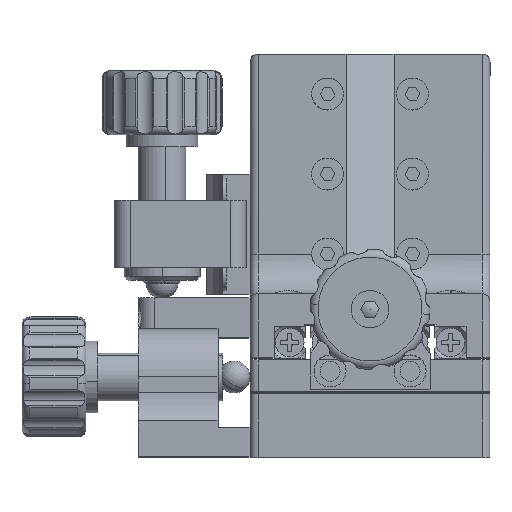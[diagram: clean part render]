
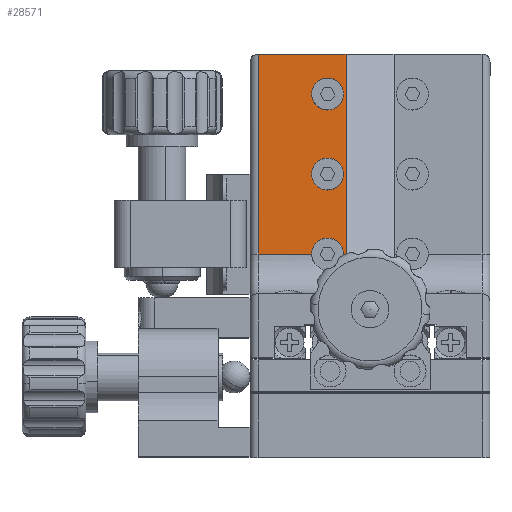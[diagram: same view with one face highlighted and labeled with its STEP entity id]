
A CAD part, top view. The second image highlights one B-rep face of the part: STEP entity #28571.
In plain terms, the highlighted planar face has unit normal (0, 0, 1).
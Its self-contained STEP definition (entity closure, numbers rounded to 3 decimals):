
#293 = CARTESIAN_POINT ( 'NONE',  ( -3.3, 27.5, -15. ) ) ;
#1660 = CARTESIAN_POINT ( 'NONE',  ( -7.3, 37.5, -15. ) ) ;
#2838 = AXIS2_PLACEMENT_3D ( 'NONE', #21015, #24727, #40842 ) ;
#3078 = CARTESIAN_POINT ( 'NONE',  ( -3.3, 17.5, -15. ) ) ;
#3149 = VERTEX_POINT ( 'NONE', #10235 ) ;
#3242 = DIRECTION ( 'NONE',  ( 0., 0., 1. ) ) ;
#3346 = LINE ( 'NONE', #27717, #50838 ) ;
#3765 = DIRECTION ( 'NONE',  ( 1., 0., 0. ) ) ;
#4166 = DIRECTION ( 'NONE',  ( 0., 0., 1. ) ) ;
#4458 = VERTEX_POINT ( 'NONE', #3078 ) ;
#5318 = CARTESIAN_POINT ( 'NONE',  ( -5.3, 27.5, -15. ) ) ;
#6019 = DIRECTION ( 'NONE',  ( -1., 0., 0. ) ) ;
#6050 = EDGE_LOOP ( 'NONE', ( #24904, #47615 ) ) ;
#7572 = DIRECTION ( 'NONE',  ( 0., -1., 0. ) ) ;
#8273 = EDGE_CURVE ( 'NONE', #29076, #41066, #49291, .T. ) ;
#8413 = DIRECTION ( 'NONE',  ( 1., 0., 0. ) ) ;
#9286 = CARTESIAN_POINT ( 'NONE',  ( -3., 42.5, -15. ) ) ;
#9611 = CIRCLE ( 'NONE', #19789, 2. ) ;
#9729 = LINE ( 'NONE', #26128, #21207 ) ;
#10016 = CARTESIAN_POINT ( 'NONE',  ( -3., 42.5, -15. ) ) ;
#10235 = CARTESIAN_POINT ( 'NONE',  ( -7.3, 27.5, -15. ) ) ;
#12201 = ORIENTED_EDGE ( 'NONE', *, *, #47596, .T. ) ;
#12809 = ORIENTED_EDGE ( 'NONE', *, *, #20423, .F. ) ;
#13168 = DIRECTION ( 'NONE',  ( 0., 0., 1. ) ) ;
#13196 = AXIS2_PLACEMENT_3D ( 'NONE', #51926, #3242, #3765 ) ;
#13336 = CARTESIAN_POINT ( 'NONE',  ( -5.3, 37.5, -15. ) ) ;
#13571 = CARTESIAN_POINT ( 'NONE',  ( -3., 42.5, -15. ) ) ;
#13678 = EDGE_CURVE ( 'NONE', #41066, #4458, #30379, .T. ) ;
#13723 = DIRECTION ( 'NONE',  ( -1., 0., 0. ) ) ;
#13991 = CARTESIAN_POINT ( 'NONE',  ( -3., 17.5, -15. ) ) ;
#14017 = CIRCLE ( 'NONE', #13196, 2. ) ;
#16827 = ORIENTED_EDGE ( 'NONE', *, *, #13678, .F. ) ;
#17945 = CARTESIAN_POINT ( 'NONE',  ( -7.3, 17.5, -15. ) ) ;
#18185 = VECTOR ( 'NONE', #45567, 1000. ) ;
#19789 = AXIS2_PLACEMENT_3D ( 'NONE', #13336, #22070, #42152 ) ;
#20273 = EDGE_CURVE ( 'NONE', #22290, #26639, #46472, .T. ) ;
#20423 = EDGE_CURVE ( 'NONE', #24785, #45353, #9729, .T. ) ;
#21015 = CARTESIAN_POINT ( 'NONE',  ( -3., 42.5, -15. ) ) ;
#21207 = VECTOR ( 'NONE', #33791, 1000. ) ;
#21278 = PLANE ( 'NONE',  #2838 ) ;
#21496 = DIRECTION ( 'NONE',  ( 1., 0., 0. ) ) ;
#22070 = DIRECTION ( 'NONE',  ( 0., 0., 1. ) ) ;
#22290 = VERTEX_POINT ( 'NONE', #45881 ) ;
#23621 = CIRCLE ( 'NONE', #48914, 2. ) ;
#23711 = AXIS2_PLACEMENT_3D ( 'NONE', #43875, #4166, #8413 ) ;
#24375 = ORIENTED_EDGE ( 'NONE', *, *, #25135, .T. ) ;
#24727 = DIRECTION ( 'NONE',  ( 0., 0., -1. ) ) ;
#24785 = VERTEX_POINT ( 'NONE', #17945 ) ;
#24904 = ORIENTED_EDGE ( 'NONE', *, *, #41270, .F. ) ;
#25134 = VECTOR ( 'NONE', #6019, 1000. ) ;
#25135 = EDGE_CURVE ( 'NONE', #46583, #45353, #3346, .T. ) ;
#25228 = CARTESIAN_POINT ( 'NONE',  ( -14., 42.5, -15. ) ) ;
#26128 = CARTESIAN_POINT ( 'NONE',  ( -3., 17.5, -15. ) ) ;
#26575 = VECTOR ( 'NONE', #13723, 1000. ) ;
#26639 = VERTEX_POINT ( 'NONE', #1660 ) ;
#27623 = ORIENTED_EDGE ( 'NONE', *, *, #28640, .F. ) ;
#27717 = CARTESIAN_POINT ( 'NONE',  ( -14., 42.5, -15. ) ) ;
#28183 = FACE_OUTER_BOUND ( 'NONE', #33840, .T. ) ;
#28533 = CIRCLE ( 'NONE', #50436, 2. ) ;
#28571 = ADVANCED_FACE ( 'NONE', ( #41105, #40578, #28183 ), #21278, .F. ) ;
#28640 = EDGE_CURVE ( 'NONE', #26639, #22290, #9611, .T. ) ;
#29076 = VERTEX_POINT ( 'NONE', #9286 ) ;
#30379 = LINE ( 'NONE', #13991, #26575 ) ;
#33161 = EDGE_CURVE ( 'NONE', #3149, #47092, #28533, .T. ) ;
#33791 = DIRECTION ( 'NONE',  ( -1., 0., 0. ) ) ;
#33840 = EDGE_LOOP ( 'NONE', ( #12809, #41314, #16827, #38077, #12201, #24375 ) ) ;
#35496 = CARTESIAN_POINT ( 'NONE',  ( -14., 17.5, -15. ) ) ;
#38077 = ORIENTED_EDGE ( 'NONE', *, *, #8273, .F. ) ;
#38936 = EDGE_CURVE ( 'NONE', #4458, #24785, #14017, .T. ) ;
#40578 = FACE_BOUND ( 'NONE', #6050, .T. ) ;
#40842 = DIRECTION ( 'NONE',  ( 0., -1., 0. ) ) ;
#41066 = VERTEX_POINT ( 'NONE', #43069 ) ;
#41105 = FACE_BOUND ( 'NONE', #41737, .T. ) ;
#41270 = EDGE_CURVE ( 'NONE', #47092, #3149, #23621, .T. ) ;
#41314 = ORIENTED_EDGE ( 'NONE', *, *, #38936, .F. ) ;
#41720 = CARTESIAN_POINT ( 'NONE',  ( -5.3, 27.5, -15. ) ) ;
#41737 = EDGE_LOOP ( 'NONE', ( #41983, #27623 ) ) ;
#41983 = ORIENTED_EDGE ( 'NONE', *, *, #20273, .F. ) ;
#42152 = DIRECTION ( 'NONE',  ( 1., 0., 0. ) ) ;
#42810 = LINE ( 'NONE', #10016, #25134 ) ;
#43069 = CARTESIAN_POINT ( 'NONE',  ( -3., 17.5, -15. ) ) ;
#43875 = CARTESIAN_POINT ( 'NONE',  ( -5.3, 37.5, -15. ) ) ;
#45353 = VERTEX_POINT ( 'NONE', #35496 ) ;
#45567 = DIRECTION ( 'NONE',  ( 0., -1., 0. ) ) ;
#45881 = CARTESIAN_POINT ( 'NONE',  ( -3.3, 37.5, -15. ) ) ;
#46472 = CIRCLE ( 'NONE', #23711, 2. ) ;
#46583 = VERTEX_POINT ( 'NONE', #25228 ) ;
#47092 = VERTEX_POINT ( 'NONE', #293 ) ;
#47596 = EDGE_CURVE ( 'NONE', #29076, #46583, #42810, .T. ) ;
#47615 = ORIENTED_EDGE ( 'NONE', *, *, #33161, .F. ) ;
#48601 = DIRECTION ( 'NONE',  ( 1., 0., 0. ) ) ;
#48914 = AXIS2_PLACEMENT_3D ( 'NONE', #41720, #13168, #48601 ) ;
#49291 = LINE ( 'NONE', #13571, #18185 ) ;
#49756 = DIRECTION ( 'NONE',  ( 0., 0., 1. ) ) ;
#50436 = AXIS2_PLACEMENT_3D ( 'NONE', #5318, #49756, #21496 ) ;
#50838 = VECTOR ( 'NONE', #7572, 1000. ) ;
#51926 = CARTESIAN_POINT ( 'NONE',  ( -5.3, 17.5, -15. ) ) ;
